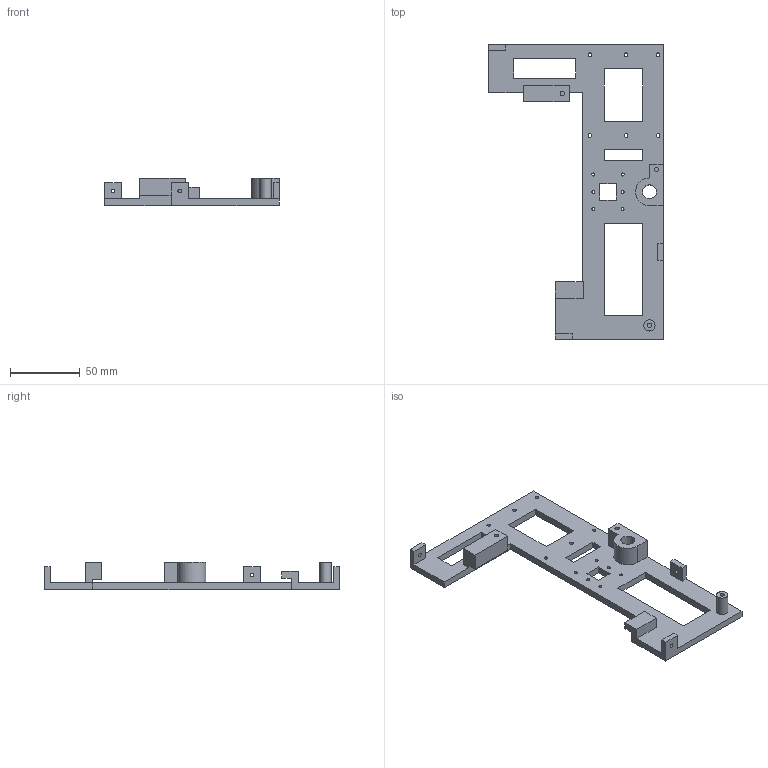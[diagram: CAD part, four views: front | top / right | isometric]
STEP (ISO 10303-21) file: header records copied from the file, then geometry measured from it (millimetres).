
FILE_DESCRIPTION(/* description */ ('','CAx-IF Rec.Pracs.---Representation and Presentation of Product Manufacturing Information (PMI)---4.0---2014-10-13'),/* implementation_level */ '2;1');
FILE_NAME(/* name */ 'top_mount.step',/* time_stamp */ '2025-01-05T17:15:07+01:00',/* author */ (''),/* organization */ (''),/* preprocessor_version */ 'ST-DEVELOPER v20',/* originating_system */ 'Autodesk Translation Framework v13.20.0.188',/* authorisation */ '');
FILE_SCHEMA (('AP242_MANAGED_MODEL_BASED_3D_ENGINEERING_MIM_LF { 1 0 10303 442 1 1 4 }'));
Length unit declared in the file: millimetre
Products named in the file (1): Upper
Bounding box: 125.6 x 211.8 x 19.5 mm (x, y, z)
Volume: 70089.3 mm3; surface area: 36006.8 mm2
Topology: 1 solids, 1 shells, 104 faces, 258 edges, 172 vertices
Faces by surface type: plane 71, cylinder 33
Full cylindrical faces by diameter (mm): 2.2 x6, 2.7 x9, 3.2 x3, 6 x12, 8 x1, 10 x1
Entity records: 3205 total; most frequent: CARTESIAN_POINT 535, DIRECTION 534, ORIENTED_EDGE 516, EDGE_CURVE 258, LINE 192, VECTOR 192, VERTEX_POINT 172, AXIS2_PLACEMENT_3D 171
